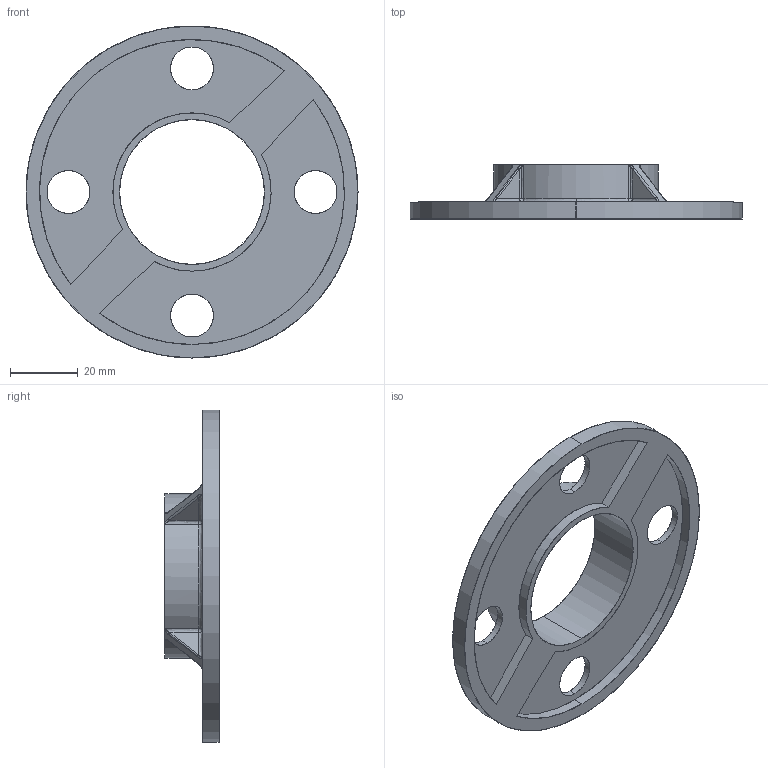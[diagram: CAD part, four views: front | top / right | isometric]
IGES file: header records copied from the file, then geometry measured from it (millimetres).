
Start section: SolidWorks IGES file using analytic representation for surfaces
Global section: file name: àðò. KRT530.IGS; native system: SolidWorks 2014; preprocessor: SolidWorks 2014; author: ba2ra; date: 140605.175430; units: millimetre
Bounding box: 98 x 16 x 98 mm (x, y, z)
Surface area: 18595.9 mm2 (no closed solid volume)
Topology: 0 solids, 0 shells, 101 faces, 1532 edges, 1524 vertices
Faces by surface type: revolution 59, bspline 42
